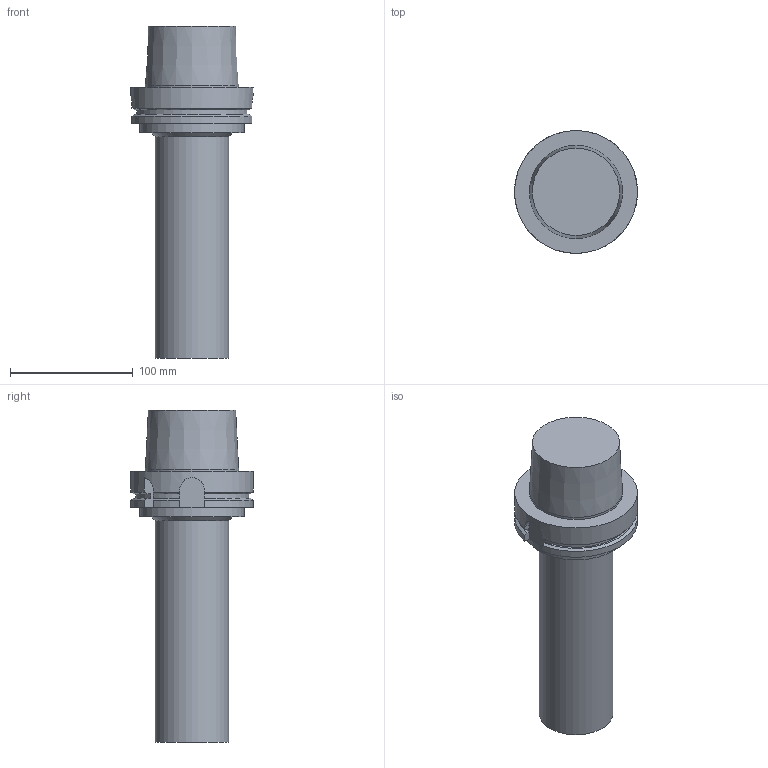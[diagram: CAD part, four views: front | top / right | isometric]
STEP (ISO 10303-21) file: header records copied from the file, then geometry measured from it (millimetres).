
FILE_DESCRIPTION((''),'1');
FILE_NAME('HSK-A100-SDF36-60-220.stp','2022-10-03T03:37:34',(''),(''),'Spatial Interop R21 SP3','Kubotek KeyCreator 2011 V10.0.2 (22737)',' ');
FILE_SCHEMA(('automotive_design'));
Length unit declared in the file: millimetre
Products named in the file (1): 240[2]
Bounding box: 100 x 100 x 270 mm (x, y, z)
Volume: 993226 mm3; surface area: 73894.7 mm2
Topology: 1 solids, 1 shells, 42 faces, 109 edges, 72 vertices
Faces by surface type: plane 20, cylinder 14, cone 8
Full cylindrical faces by diameter (mm): 60 x1, 75.8 x1, 85 x1, 100 x1
Entity records: 2375 total; most frequent: CARTESIAN_POINT 340, DIRECTION 207, ORIENTED_EDGE 204, PRESENTATION_STYLE_ASSIGNMENT 188, COLOUR_RGB 188, STYLED_ITEM 145, CURVE_STYLE 145, DRAUGHTING_PRE_DEFINED_CURVE_FONT 145
